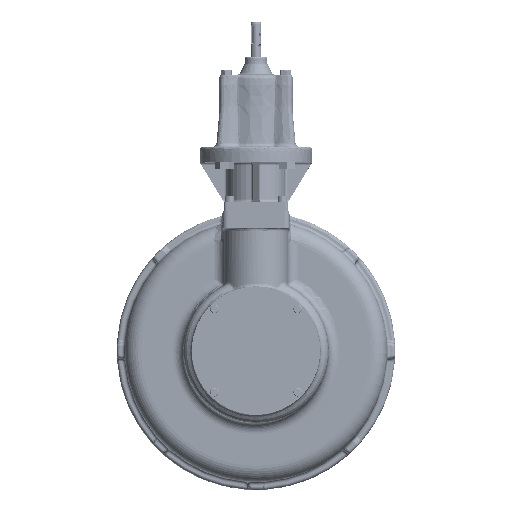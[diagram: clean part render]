
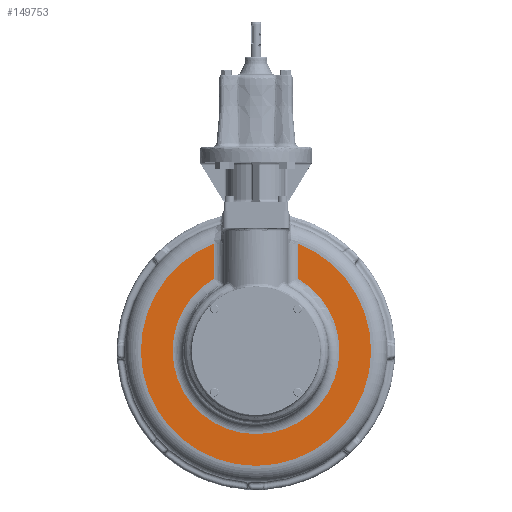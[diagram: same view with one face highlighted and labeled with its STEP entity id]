
A CAD part, top view. The second image highlights one B-rep face of the part: STEP entity #149753.
In plain terms, the highlighted planar face has unit normal (0, 0, 1).
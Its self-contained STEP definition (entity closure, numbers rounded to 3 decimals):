
#4745=LINE('',#225824,#14447);
#4746=LINE('',#225828,#14448);
#14447=VECTOR('',#177846,1000.);
#14448=VECTOR('',#177849,1000.);
#30843=ORIENTED_EDGE('',*,*,#77813,.T.);
#30844=ORIENTED_EDGE('',*,*,#77911,.T.);
#30845=ORIENTED_EDGE('',*,*,#77912,.T.);
#30846=ORIENTED_EDGE('',*,*,#77913,.T.);
#77813=EDGE_CURVE('',#101491,#101504,#116527,.T.);
#77911=EDGE_CURVE('',#101504,#101599,#4745,.F.);
#77912=EDGE_CURVE('',#101599,#101600,#116607,.F.);
#77913=EDGE_CURVE('',#101600,#101491,#4746,.T.);
#101491=VERTEX_POINT('',#225389);
#101504=VERTEX_POINT('',#225469);
#101599=VERTEX_POINT('',#225825);
#101600=VERTEX_POINT('',#225827);
#116527=CIRCLE('',#158679,155.789);
#116607=CIRCLE('',#158786,215.);
#126297=EDGE_LOOP('',(#30843,#30844,#30845,#30846));
#136094=FACE_BOUND('',#126297,.T.);
#145447=PLANE('',#158785);
#149753=ADVANCED_FACE('',(#136094),#145447,.F.);
#158679=AXIS2_PLACEMENT_3D('',#225468,#177632,#177633);
#158785=AXIS2_PLACEMENT_3D('',#225823,#177844,#177845);
#158786=AXIS2_PLACEMENT_3D('',#225826,#177847,#177848);
#177632=DIRECTION('',(0.,0.,-1.));
#177633=DIRECTION('',(1.,0.,0.));
#177844=DIRECTION('',(0.,0.,-1.));
#177845=DIRECTION('',(1.,0.,0.));
#177846=DIRECTION('',(0.,-1.,0.));
#177847=DIRECTION('',(0.,0.,-1.));
#177848=DIRECTION('',(1.,0.,0.));
#177849=DIRECTION('',(0.,-1.,0.));
#225389=CARTESIAN_POINT('',(79.26,134.12,-3.3));
#225468=CARTESIAN_POINT('',(0.,0.,
-3.3));
#225469=CARTESIAN_POINT('',(-79.26,134.12,-3.3));
#225823=CARTESIAN_POINT('',(0.,0.,
-3.3));
#225824=CARTESIAN_POINT('',(-79.26,206.165,-3.3));
#225825=CARTESIAN_POINT('',(-79.26,199.857,-3.3));
#225826=CARTESIAN_POINT('',(0.,0.,
-3.3));
#225827=CARTESIAN_POINT('',(79.26,199.857,-3.3));
#225828=CARTESIAN_POINT('',(79.26,122.084,-3.3));
